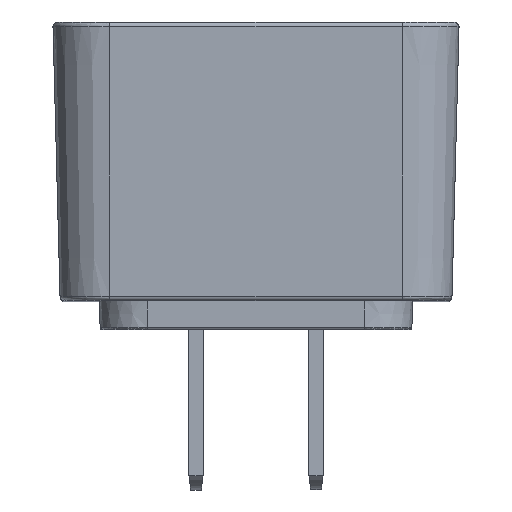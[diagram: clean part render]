
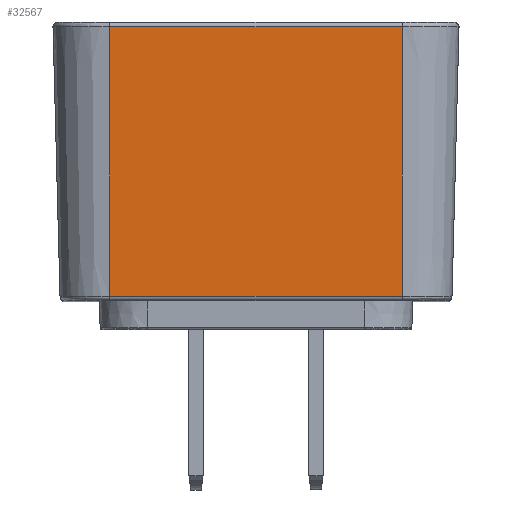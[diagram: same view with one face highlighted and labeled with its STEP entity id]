
A CAD part, top view. The second image highlights one B-rep face of the part: STEP entity #32567.
In plain terms, the highlighted face is planar.
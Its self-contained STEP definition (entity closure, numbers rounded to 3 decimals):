
#848 = ORIENTED_EDGE ( 'NONE', *, *, #1741, .T. ) ;
#913 = CARTESIAN_POINT ( 'NONE',  ( -34.25, -15.5, 29.5 ) ) ;
#1162 = VECTOR ( 'NONE', #37908, 1000. ) ;
#1329 = CARTESIAN_POINT ( 'NONE',  ( -34.237, 15.5, 28.987 ) ) ;
#1741 = EDGE_CURVE ( 'NONE', #11110, #23250, #35823, .T. ) ;
#4012 = LINE ( 'NONE', #913, #7342 ) ;
#6624 = CARTESIAN_POINT ( 'NONE',  ( -34.237, 17.568, 28.987 ) ) ;
#7342 = VECTOR ( 'NONE', #9994, 1000. ) ;
#7460 = CARTESIAN_POINT ( 'NONE',  ( -34.25, 15.5, 29.5 ) ) ;
#7597 = EDGE_CURVE ( 'NONE', #34303, #33992, #7813, .T. ) ;
#7813 = LINE ( 'NONE', #11526, #10601 ) ;
#9994 = DIRECTION ( 'NONE',  ( -0.026, 0., 1. ) ) ;
#10070 = EDGE_CURVE ( 'NONE', #23250, #33992, #37022, .T. ) ;
#10601 = VECTOR ( 'NONE', #32501, 1000. ) ;
#11110 = VERTEX_POINT ( 'NONE', #15152 ) ;
#11526 = CARTESIAN_POINT ( 'NONE',  ( -33.49, -15.694, 0.487 ) ) ;
#13082 = ORIENTED_EDGE ( 'NONE', *, *, #10070, .T. ) ;
#15150 = FACE_OUTER_BOUND ( 'NONE', #26951, .T. ) ;
#15152 = CARTESIAN_POINT ( 'NONE',  ( -34.237, -15.5, 28.987 ) ) ;
#20935 = PLANE ( 'NONE',  #27356 ) ;
#23250 = VERTEX_POINT ( 'NONE', #1329 ) ;
#26951 = EDGE_LOOP ( 'NONE', ( #29400, #848, #13082, #28128 ) ) ;
#27356 = AXIS2_PLACEMENT_3D ( 'NONE', #30220, #29844, #30093 ) ;
#28128 = ORIENTED_EDGE ( 'NONE', *, *, #7597, .F. ) ;
#29400 = ORIENTED_EDGE ( 'NONE', *, *, #32680, .T. ) ;
#29844 = DIRECTION ( 'NONE',  ( -1., 0., -0.026 ) ) ;
#30093 = DIRECTION ( 'NONE',  ( -0.026, 0., 1. ) ) ;
#30220 = CARTESIAN_POINT ( 'NONE',  ( -34.25, 17.568, 29.5 ) ) ;
#31568 = CARTESIAN_POINT ( 'NONE',  ( -33.49, 15.5, 0.487 ) ) ;
#32501 = DIRECTION ( 'NONE',  ( 0., 1., 0. ) ) ;
#32567 = ADVANCED_FACE ( 'NONE', ( #15150 ), #20935, .T. ) ;
#32680 = EDGE_CURVE ( 'NONE', #34303, #11110, #4012, .T. ) ;
#33992 = VERTEX_POINT ( 'NONE', #31568 ) ;
#34303 = VERTEX_POINT ( 'NONE', #36097 ) ;
#35329 = VECTOR ( 'NONE', #36056, 1000. ) ;
#35823 = LINE ( 'NONE', #6624, #35329 ) ;
#36056 = DIRECTION ( 'NONE',  ( 0., 1., 0. ) ) ;
#36097 = CARTESIAN_POINT ( 'NONE',  ( -33.49, -15.5, 0.487 ) ) ;
#37022 = LINE ( 'NONE', #7460, #1162 ) ;
#37908 = DIRECTION ( 'NONE',  ( 0.026, 0., -1. ) ) ;
